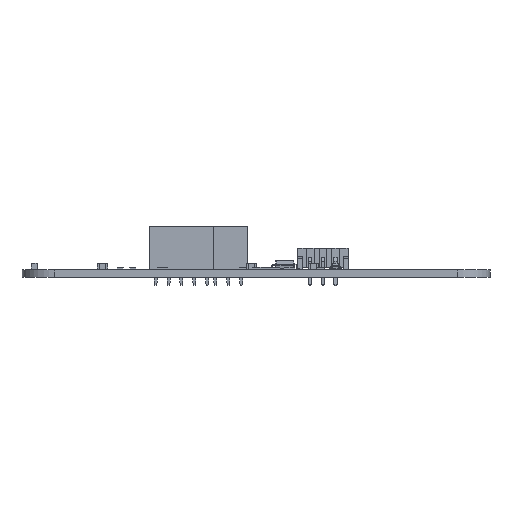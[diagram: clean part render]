
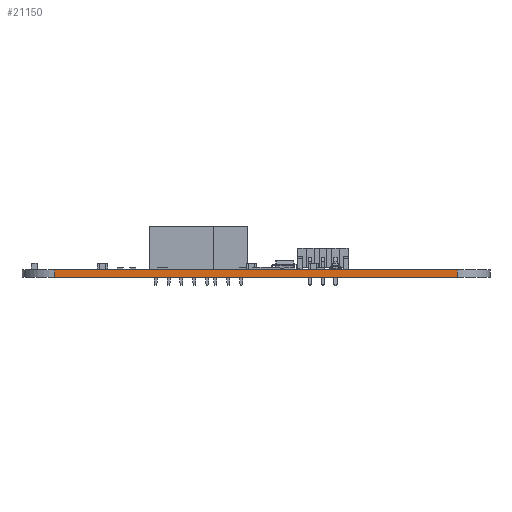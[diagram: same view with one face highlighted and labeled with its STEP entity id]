
A CAD part, front view. The second image highlights one B-rep face of the part: STEP entity #21150.
In plain terms, the highlighted planar face has unit normal (0, -1, 0).
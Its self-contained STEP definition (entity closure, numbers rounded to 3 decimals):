
#19373 = VERTEX_POINT('',#19374);
#19374 = CARTESIAN_POINT('',(130.596,-106.404,0.));
#19381 = EDGE_CURVE('',#19382,#19373,#19384,.T.);
#19382 = VERTEX_POINT('',#19383);
#19383 = CARTESIAN_POINT('',(210.,-106.404,0.));
#19384 = LINE('',#19385,#19386);
#19385 = CARTESIAN_POINT('',(210.,-106.404,0.));
#19386 = VECTOR('',#19387,1.);
#19387 = DIRECTION('',(-1.,0.,0.));
#20197 = VERTEX_POINT('',#20198);
#20198 = CARTESIAN_POINT('',(130.596,-106.404,1.51));
#20205 = EDGE_CURVE('',#20206,#20197,#20208,.T.);
#20206 = VERTEX_POINT('',#20207);
#20207 = CARTESIAN_POINT('',(210.,-106.404,1.51));
#20208 = LINE('',#20209,#20210);
#20209 = CARTESIAN_POINT('',(210.,-106.404,1.51));
#20210 = VECTOR('',#20211,1.);
#20211 = DIRECTION('',(-1.,0.,0.));
#21122 = EDGE_CURVE('',#19382,#20206,#21123,.T.);
#21123 = LINE('',#21124,#21125);
#21124 = CARTESIAN_POINT('',(210.,-106.404,0.));
#21125 = VECTOR('',#21126,1.);
#21126 = DIRECTION('',(0.,0.,1.));
#21150 = ADVANCED_FACE('',(#21151),#21162,.T.);
#21151 = FACE_BOUND('',#21152,.T.);
#21152 = EDGE_LOOP('',(#21153,#21154,#21155,#21161));
#21153 = ORIENTED_EDGE('',*,*,#21122,.T.);
#21154 = ORIENTED_EDGE('',*,*,#20205,.T.);
#21155 = ORIENTED_EDGE('',*,*,#21156,.F.);
#21156 = EDGE_CURVE('',#19373,#20197,#21157,.T.);
#21157 = LINE('',#21158,#21159);
#21158 = CARTESIAN_POINT('',(130.596,-106.404,0.));
#21159 = VECTOR('',#21160,1.);
#21160 = DIRECTION('',(0.,0.,1.));
#21161 = ORIENTED_EDGE('',*,*,#19381,.F.);
#21162 = PLANE('',#21163);
#21163 = AXIS2_PLACEMENT_3D('',#21164,#21165,#21166);
#21164 = CARTESIAN_POINT('',(210.,-106.404,0.));
#21165 = DIRECTION('',(0.,-1.,0.));
#21166 = DIRECTION('',(-1.,0.,0.));
